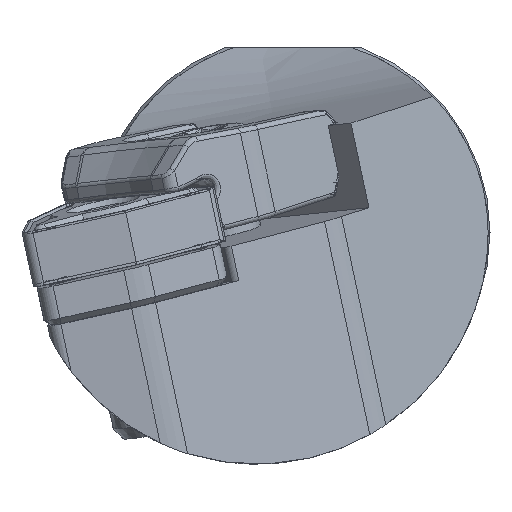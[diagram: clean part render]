
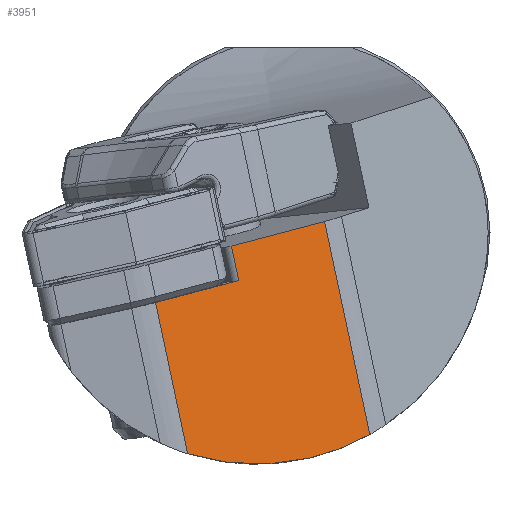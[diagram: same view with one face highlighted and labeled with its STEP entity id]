
A CAD part, left-side view. The second image highlights one B-rep face of the part: STEP entity #3951.
In plain terms, the highlighted planar face has unit normal (-0.902, -0.432, -0.005).
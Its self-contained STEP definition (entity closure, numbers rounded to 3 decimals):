
#3057=PLANE('',#8186);
#3195=LINE('',#10934,#3548);
#3196=LINE('',#10937,#3549);
#3197=LINE('',#10939,#3550);
#3198=LINE('',#10940,#3551);
#3199=LINE('',#10942,#3552);
#3548=VECTOR('',#8847,1.);
#3549=VECTOR('',#8848,1.);
#3550=VECTOR('',#8849,1.);
#3551=VECTOR('',#8850,1.);
#3552=VECTOR('',#8851,1.);
#3891=ELLIPSE('',#8172,20.842,18.8);
#3951=ADVANCED_FACE('',(#4303),#3057,.F.);
#4303=FACE_OUTER_BOUND('',#4610,.T.);
#4610=EDGE_LOOP('',(#5066,#5067,#5068,#5069,#5070,#5071));
#5066=ORIENTED_EDGE('',*,*,#7237,.T.);
#5067=ORIENTED_EDGE('',*,*,#7238,.T.);
#5068=ORIENTED_EDGE('',*,*,#7239,.F.);
#5069=ORIENTED_EDGE('',*,*,#7214,.T.);
#5070=ORIENTED_EDGE('',*,*,#7240,.T.);
#5071=ORIENTED_EDGE('',*,*,#7241,.T.);
#6689=VERTEX_POINT('',#10826);
#6690=VERTEX_POINT('',#10828);
#6708=VERTEX_POINT('',#10935);
#6709=VERTEX_POINT('',#10936);
#6710=VERTEX_POINT('',#10938);
#6711=VERTEX_POINT('',#10941);
#7214=EDGE_CURVE('',#6690,#6689,#3891,.T.);
#7237=EDGE_CURVE('',#6708,#6709,#3195,.T.);
#7238=EDGE_CURVE('',#6709,#6710,#3196,.T.);
#7239=EDGE_CURVE('',#6690,#6710,#3197,.T.);
#7240=EDGE_CURVE('',#6689,#6711,#3198,.T.);
#7241=EDGE_CURVE('',#6711,#6708,#3199,.T.);
#8172=AXIS2_PLACEMENT_3D('',#10827,#8815,#8816);
#8186=AXIS2_PLACEMENT_3D('',#10943,#8852,#8853);
#8815=DIRECTION('',(-0.902,-0.432,-0.005));
#8816=DIRECTION('',(-0.432,0.902,0.011));
#8847=DIRECTION('',(0.105,-0.207,-0.973));
#8848=DIRECTION('',(-0.419,0.878,-0.232));
#8849=DIRECTION('',(-0.105,0.207,0.973));
#8850=DIRECTION('',(-0.105,0.207,0.973));
#8851=DIRECTION('',(-0.419,0.878,-0.232));
#8852=DIRECTION('',(0.902,0.432,0.005));
#8853=DIRECTION('',(0.432,-0.902,0.));
#10826=CARTESIAN_POINT('',(-176.689,-22.907,-16.526));
#10827=CARTESIAN_POINT('',(-181.182,-13.713,-0.127));
#10828=CARTESIAN_POINT('',(-183.76,-8.114,-18.074));
#10934=CARTESIAN_POINT('',(-185.051,-5.94,25.731));
#10935=CARTESIAN_POINT('',(-182.155,-11.668,-1.22));
#10936=CARTESIAN_POINT('',(-181.854,-12.264,-4.021));
#10937=CARTESIAN_POINT('',(-178.247,-19.825,-2.026));
#10938=CARTESIAN_POINT('',(-185.078,-5.506,-5.804));
#10939=CARTESIAN_POINT('',(-228.256,79.906,396.026));
#10940=CARTESIAN_POINT('',(-221.424,65.586,399.804));
#10941=CARTESIAN_POINT('',(-178.548,-19.23,0.775));
#10942=CARTESIAN_POINT('',(-178.548,-19.23,0.775));
#10943=CARTESIAN_POINT('',(-221.424,65.586,399.804));
